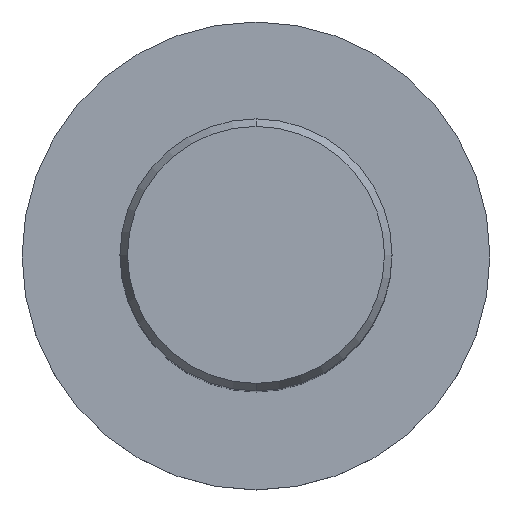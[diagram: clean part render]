
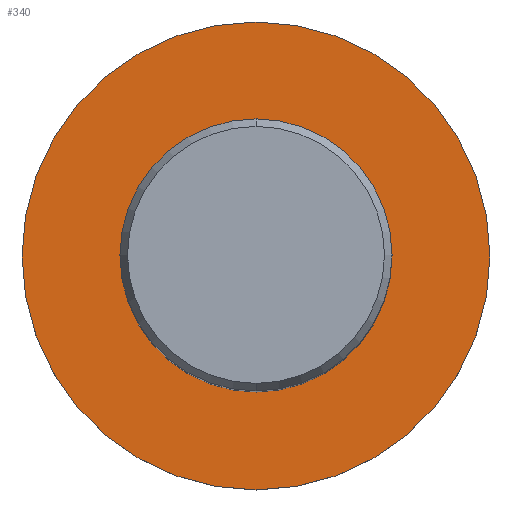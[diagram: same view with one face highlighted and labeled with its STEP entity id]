
A CAD part, top view. The second image highlights one B-rep face of the part: STEP entity #340.
In plain terms, the highlighted planar face has unit normal (0, 0, 1).
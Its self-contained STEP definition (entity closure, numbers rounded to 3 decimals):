
#214=EDGE_CURVE('',#266,#368,#552,.T.);
#266=VERTEX_POINT('',#607);
#340=ADVANCED_FACE('',(#686,#687),#688,.T.);
#366=VERTEX_POINT('',#717);
#368=VERTEX_POINT('',#719);
#374=VERTEX_POINT('',#725);
#380=EDGE_CURVE('',#368,#266,#731,.T.);
#382=EDGE_CURVE('',#374,#366,#733,.T.);
#384=EDGE_CURVE('',#366,#374,#735,.T.);
#552=CIRCLE('',#922,12.5);
#607=CARTESIAN_POINT('',(0.0,12.5,-56.0));
#686=FACE_BOUND('',#1219,.T.);
#687=FACE_OUTER_BOUND('',#1220,.T.);
#688=PLANE('',#1221);
#717=CARTESIAN_POINT('',(0.0,21.5,-56.0));
#719=CARTESIAN_POINT('',(0.,-12.5,-56.0));
#725=CARTESIAN_POINT('',(0.,-21.5,-56.0));
#731=CIRCLE('',#1288,12.5);
#733=CIRCLE('',#1291,21.5);
#735=CIRCLE('',#1294,21.5);
#922=AXIS2_PLACEMENT_3D('',#1631,#1632,#1633);
#1219=EDGE_LOOP('',(#1752,#1753));
#1220=EDGE_LOOP('',(#1754,#1755));
#1221=AXIS2_PLACEMENT_3D('',#1756,#1757,#1758);
#1288=AXIS2_PLACEMENT_3D('',#1808,#1809,#1810);
#1291=AXIS2_PLACEMENT_3D('',#1811,#1812,#1813);
#1294=AXIS2_PLACEMENT_3D('',#1814,#1815,#1816);
#1631=CARTESIAN_POINT('',(0.0,0.0,-56.0));
#1632=DIRECTION('',(-0.0,0.0,-1.0));
#1633=DIRECTION('',(0.0,1.0,0.0));
#1752=ORIENTED_EDGE('',*,*,#214,.T.);
#1753=ORIENTED_EDGE('',*,*,#380,.T.);
#1754=ORIENTED_EDGE('',*,*,#384,.F.);
#1755=ORIENTED_EDGE('',*,*,#382,.F.);
#1756=CARTESIAN_POINT('',(0.0,10.75,-56.0));
#1757=DIRECTION('',(-0.0,0.0,1.0));
#1758=DIRECTION('',(0.0,-1.0,0.0));
#1808=CARTESIAN_POINT('',(0.0,0.0,-56.0));
#1809=DIRECTION('',(-0.0,0.0,-1.0));
#1810=DIRECTION('',(0.0,1.0,0.0));
#1811=CARTESIAN_POINT('',(0.0,0.0,-56.0));
#1812=DIRECTION('',(0.0,0.0,-1.0));
#1813=DIRECTION('',(0.0,1.0,0.0));
#1814=CARTESIAN_POINT('',(0.0,0.0,-56.0));
#1815=DIRECTION('',(0.0,0.0,-1.0));
#1816=DIRECTION('',(0.0,1.0,0.0));
